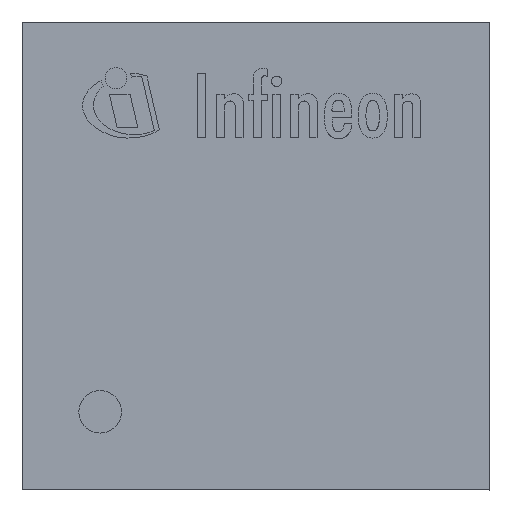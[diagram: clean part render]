
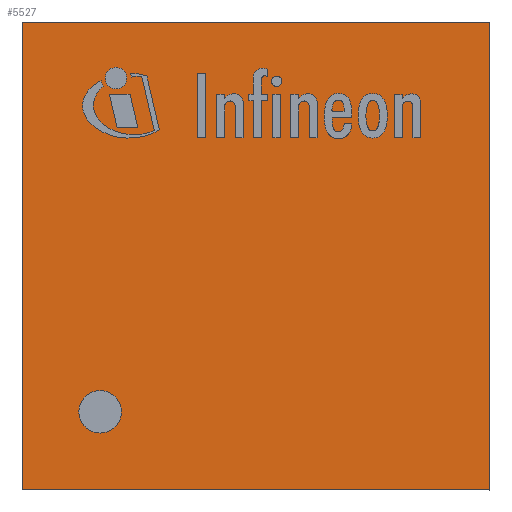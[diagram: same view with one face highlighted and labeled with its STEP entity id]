
A CAD part, top view. The second image highlights one B-rep face of the part: STEP entity #5527.
In plain terms, the highlighted face is planar.
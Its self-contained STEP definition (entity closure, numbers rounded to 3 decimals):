
#58=FACE_BOUND('',#865,.T.);
#59=FACE_BOUND('',#866,.T.);
#71=CIRCLE('',#5878,0.15);
#865=EDGE_LOOP('',(#3897));
#866=EDGE_LOOP('',(#3898,#3899,#3900,#3901));
#1256=LINE('',#8448,#1811);
#1268=LINE('',#8476,#1823);
#1270=LINE('',#8480,#1825);
#1272=LINE('',#8483,#1827);
#1811=VECTOR('',#6633,3.3);
#1823=VECTOR('',#6665,3.3);
#1825=VECTOR('',#6669,3.3);
#1827=VECTOR('',#6673,3.3);
#2332=VERTEX_POINT('',#8445);
#2333=VERTEX_POINT('',#8447);
#2338=VERTEX_POINT('',#8471);
#2339=VERTEX_POINT('',#8475);
#2340=VERTEX_POINT('',#8479);
#2922=EDGE_CURVE('',#2333,#2332,#1256,.T.);
#2935=EDGE_CURVE('',#2338,#2338,#71,.T.);
#2936=EDGE_CURVE('',#2339,#2333,#1268,.T.);
#2938=EDGE_CURVE('',#2332,#2340,#1270,.T.);
#2940=EDGE_CURVE('',#2340,#2339,#1272,.T.);
#3897=ORIENTED_EDGE('',*,*,#2935,.T.);
#3898=ORIENTED_EDGE('',*,*,#2940,.T.);
#3899=ORIENTED_EDGE('',*,*,#2936,.T.);
#3900=ORIENTED_EDGE('',*,*,#2922,.T.);
#3901=ORIENTED_EDGE('',*,*,#2938,.T.);
#5347=PLANE('',#5883);
#5527=ADVANCED_FACE('',(#58,#59),#5347,.F.);
#5878=AXIS2_PLACEMENT_3D('',#8472,#6659,#6660);
#5883=AXIS2_PLACEMENT_3D('',#8484,#6674,#6675);
#6633=DIRECTION('',(1.,0.,0.));
#6659=DIRECTION('center_axis',(0.,0.,1.));
#6660=DIRECTION('ref_axis',(1.,0.,0.));
#6665=DIRECTION('',(0.,1.,0.));
#6669=DIRECTION('',(0.,-1.,0.));
#6673=DIRECTION('',(-1.,0.,0.));
#6674=DIRECTION('center_axis',(0.,0.,1.));
#6675=DIRECTION('ref_axis',(1.,0.,0.));
#8445=CARTESIAN_POINT('',(1.65,1.65,0.));
#8447=CARTESIAN_POINT('',(-1.65,1.65,0.));
#8448=CARTESIAN_POINT('',(-1.65,1.65,0.));
#8471=CARTESIAN_POINT('',(-1.25,1.1,0.));
#8472=CARTESIAN_POINT('Origin',(-1.1,1.1,0.));
#8475=CARTESIAN_POINT('',(-1.65,-1.65,0.));
#8476=CARTESIAN_POINT('',(-1.65,-1.65,0.));
#8479=CARTESIAN_POINT('',(1.65,-1.65,0.));
#8480=CARTESIAN_POINT('',(1.65,1.65,0.));
#8483=CARTESIAN_POINT('',(1.65,-1.65,0.));
#8484=CARTESIAN_POINT('Origin',(0.,0.,
0.));
